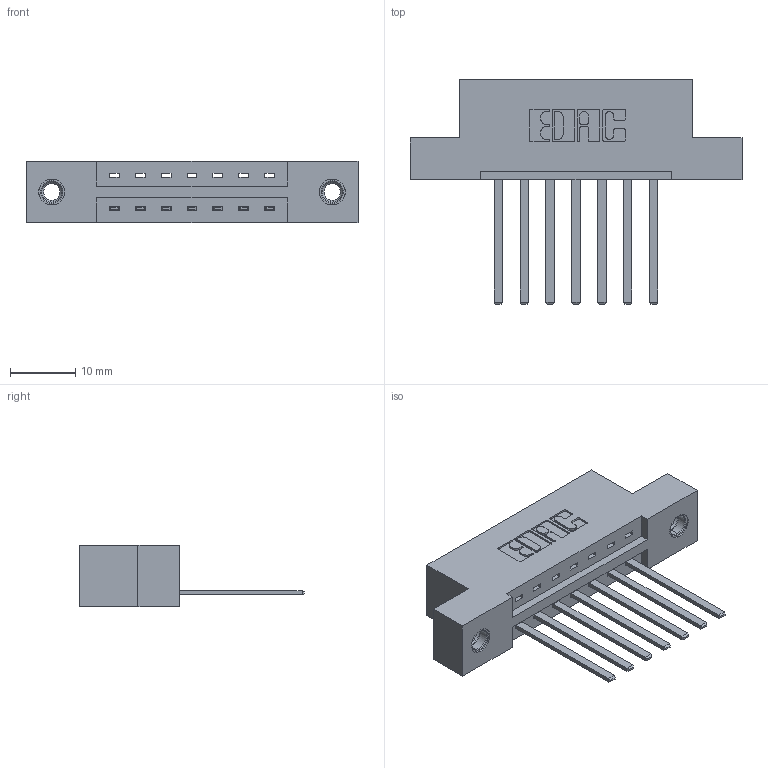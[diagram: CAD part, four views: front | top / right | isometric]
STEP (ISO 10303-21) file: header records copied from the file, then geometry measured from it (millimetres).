
FILE_DESCRIPTION (( 'STEP AP203' ), '1' );
FILE_NAME ('337-007-544-107.STEP', '2018-08-03T20:27:16', ( '' ), ( '' ), 'SwSTEP 2.0', 'SolidWorks 2016', '' );
FILE_SCHEMA (( 'CONFIG_CONTROL_DESIGN' ));
Length unit declared in the file: inch
Products named in the file (4): 337 Part_Flush Mounting Lugs - 0.156 Dia-TI; 345-292-001_345-293-144; 345-250-001_345-250-005-103; 337-007-544-107
Assembly tree (10 placements, depth 2):
  337-007-544-107
    337 Part_Flush Mounting Lugs - 0.156 Dia-TI
    345-292-001_345-293-144  x7
    345-250-001_345-250-005-103  x2
Bounding box: 50.75 x 34.3 x 9.4 mm (x, y, z)
Volume: 4904.1 mm3; surface area: 5181.1 mm2
Topology: 10 solids, 10 shells, 566 faces, 1637 edges, 1074 vertices
Faces by surface type: plane 396, cylinder 154, cone 12, torus 4
Entity records: 10732 total; most frequent: CARTESIAN_POINT 1846, ORIENTED_EDGE 1782, DIRECTION 1655, EDGE_CURVE 891, LINE 747, VECTOR 747, VERTEX_POINT 588, AXIS2_PLACEMENT_3D 454
